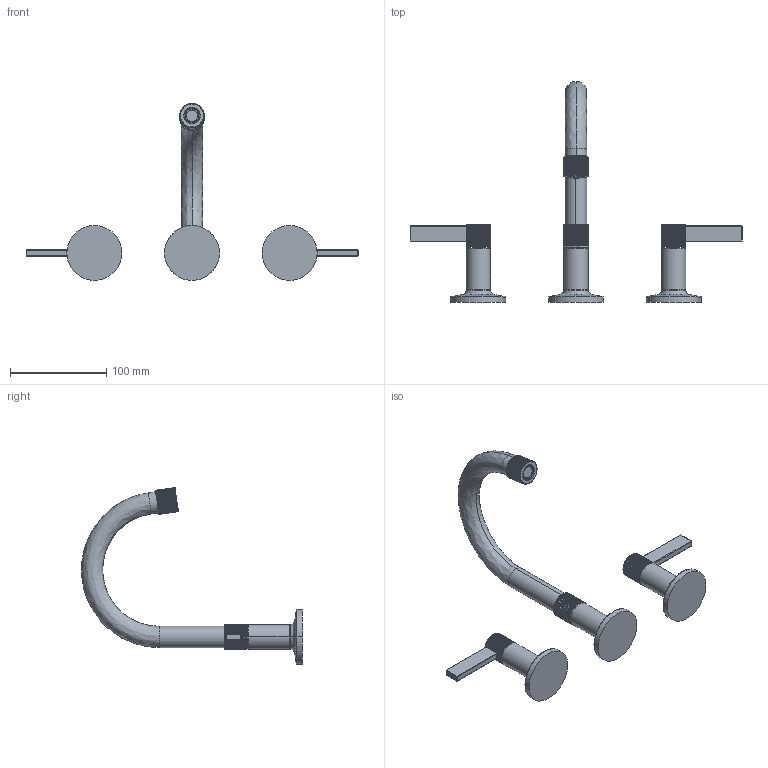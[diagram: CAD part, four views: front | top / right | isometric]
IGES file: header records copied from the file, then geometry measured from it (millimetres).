
Start section:  PTC IGES file: 3230c.igs
Global section: file name: 3230c.igs; native system: Creo Parametric by PTC Inc.; preprocessor: 2023134; author: rsmith; organization: Unknown; date: 20240314.104313; units: inch
Bounding box: 345.44 x 229.76 x 183.99 mm (x, y, z)
Surface area: 70126.7 mm2 (no closed solid volume)
Topology: 0 solids, 0 shells, 1029 faces, 5778 edges, 5778 vertices
Faces by surface type: bspline 593, revolution 436
